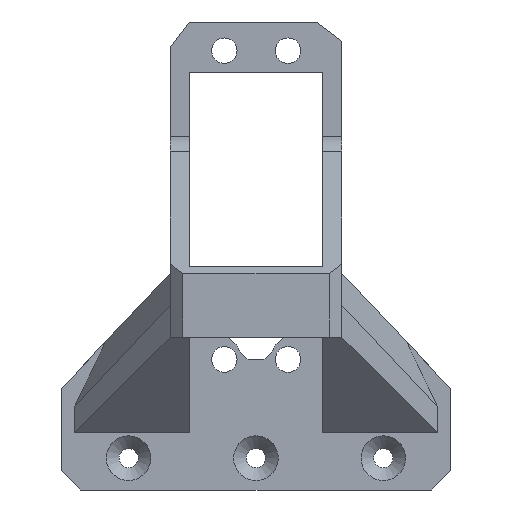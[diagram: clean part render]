
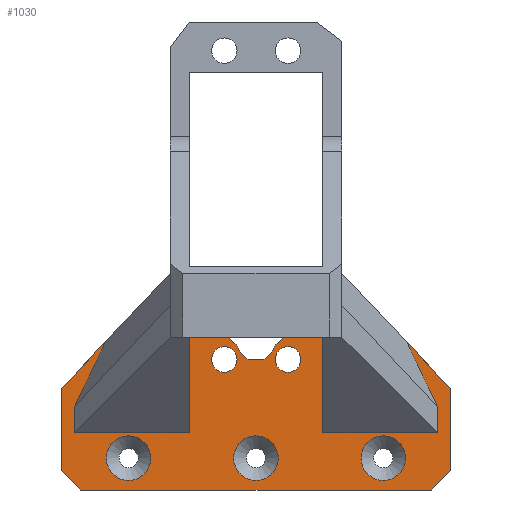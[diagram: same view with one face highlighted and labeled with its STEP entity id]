
A CAD part, front view. The second image highlights one B-rep face of the part: STEP entity #1030.
In plain terms, the highlighted planar face has unit normal (0, -1, 0).
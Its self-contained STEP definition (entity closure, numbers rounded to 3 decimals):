
#26=FACE_BOUND('',#133,.T.);
#27=FACE_BOUND('',#134,.T.);
#28=FACE_BOUND('',#135,.T.);
#29=FACE_BOUND('',#136,.T.);
#30=FACE_BOUND('',#137,.T.);
#34=PLANE('',#1106);
#73=FACE_OUTER_BOUND('',#132,.T.);
#132=EDGE_LOOP('',(#753,#754,#755,#756,#757,#758,#759,#760,#761,#762,#763,
#764,#765,#766,#767,#768,#769,#770,#771,#772,#773,#774,#775,#776));
#133=EDGE_LOOP('',(#777));
#134=EDGE_LOOP('',(#778));
#135=EDGE_LOOP('',(#779));
#136=EDGE_LOOP('',(#780));
#137=EDGE_LOOP('',(#781));
#213=LINE('',#1526,#339);
#214=LINE('',#1528,#340);
#215=LINE('',#1529,#341);
#216=LINE('',#1531,#342);
#217=LINE('',#1533,#343);
#218=LINE('',#1535,#344);
#219=LINE('',#1537,#345);
#220=LINE('',#1539,#346);
#221=LINE('',#1541,#347);
#222=LINE('',#1543,#348);
#223=LINE('',#1545,#349);
#224=LINE('',#1547,#350);
#225=LINE('',#1549,#351);
#226=LINE('',#1551,#352);
#227=LINE('',#1553,#353);
#228=LINE('',#1555,#354);
#229=LINE('',#1557,#355);
#230=LINE('',#1559,#356);
#231=LINE('',#1561,#357);
#232=LINE('',#1563,#358);
#233=LINE('',#1565,#359);
#234=LINE('',#1566,#360);
#339=VECTOR('',#1226,10.);
#340=VECTOR('',#1227,10.);
#341=VECTOR('',#1228,10.);
#342=VECTOR('',#1229,10.);
#343=VECTOR('',#1230,10.);
#344=VECTOR('',#1231,10.);
#345=VECTOR('',#1232,10.);
#346=VECTOR('',#1233,10.);
#347=VECTOR('',#1234,10.);
#348=VECTOR('',#1235,10.);
#349=VECTOR('',#1236,10.);
#350=VECTOR('',#1237,10.);
#351=VECTOR('',#1238,10.);
#352=VECTOR('',#1239,10.);
#353=VECTOR('',#1240,10.);
#354=VECTOR('',#1241,10.);
#355=VECTOR('',#1242,10.);
#356=VECTOR('',#1243,10.);
#357=VECTOR('',#1244,10.);
#358=VECTOR('',#1245,10.);
#359=VECTOR('',#1246,10.);
#360=VECTOR('',#1247,10.);
#439=CIRCLE('',#1093,2.);
#449=CIRCLE('',#1105,2.);
#450=CIRCLE('',#1107,3.5);
#451=CIRCLE('',#1108,3.5);
#452=CIRCLE('',#1109,2.);
#453=CIRCLE('',#1110,2.);
#454=CIRCLE('',#1111,3.5);
#464=VERTEX_POINT('',#1450);
#465=VERTEX_POINT('',#1451);
#497=VERTEX_POINT('',#1519);
#498=VERTEX_POINT('',#1521);
#499=VERTEX_POINT('',#1525);
#500=VERTEX_POINT('',#1527);
#501=VERTEX_POINT('',#1530);
#502=VERTEX_POINT('',#1532);
#503=VERTEX_POINT('',#1534);
#504=VERTEX_POINT('',#1536);
#505=VERTEX_POINT('',#1538);
#506=VERTEX_POINT('',#1540);
#507=VERTEX_POINT('',#1542);
#508=VERTEX_POINT('',#1544);
#509=VERTEX_POINT('',#1546);
#510=VERTEX_POINT('',#1548);
#511=VERTEX_POINT('',#1550);
#512=VERTEX_POINT('',#1552);
#513=VERTEX_POINT('',#1554);
#514=VERTEX_POINT('',#1556);
#515=VERTEX_POINT('',#1558);
#516=VERTEX_POINT('',#1560);
#517=VERTEX_POINT('',#1562);
#518=VERTEX_POINT('',#1564);
#519=VERTEX_POINT('',#1567);
#520=VERTEX_POINT('',#1569);
#521=VERTEX_POINT('',#1571);
#522=VERTEX_POINT('',#1573);
#523=VERTEX_POINT('',#1575);
#563=EDGE_CURVE('',#464,#465,#439,.T.);
#598=EDGE_CURVE('',#497,#498,#449,.T.);
#600=EDGE_CURVE('',#499,#464,#213,.T.);
#601=EDGE_CURVE('',#499,#500,#214,.T.);
#602=EDGE_CURVE('',#498,#500,#215,.T.);
#603=EDGE_CURVE('',#501,#497,#216,.T.);
#604=EDGE_CURVE('',#502,#501,#217,.T.);
#605=EDGE_CURVE('',#502,#503,#218,.T.);
#606=EDGE_CURVE('',#504,#503,#219,.T.);
#607=EDGE_CURVE('',#505,#504,#220,.T.);
#608=EDGE_CURVE('',#506,#505,#221,.F.);
#609=EDGE_CURVE('',#507,#506,#222,.T.);
#610=EDGE_CURVE('',#507,#508,#223,.T.);
#611=EDGE_CURVE('',#509,#508,#224,.T.);
#612=EDGE_CURVE('',#509,#510,#225,.T.);
#613=EDGE_CURVE('',#511,#510,#226,.T.);
#614=EDGE_CURVE('',#511,#512,#227,.T.);
#615=EDGE_CURVE('',#512,#513,#228,.T.);
#616=EDGE_CURVE('',#514,#513,#229,.F.);
#617=EDGE_CURVE('',#515,#514,#230,.T.);
#618=EDGE_CURVE('',#516,#515,#231,.T.);
#619=EDGE_CURVE('',#516,#517,#232,.T.);
#620=EDGE_CURVE('',#518,#517,#233,.T.);
#621=EDGE_CURVE('',#465,#518,#234,.T.);
#622=EDGE_CURVE('',#519,#519,#450,.T.);
#623=EDGE_CURVE('',#520,#520,#451,.T.);
#624=EDGE_CURVE('',#521,#521,#452,.T.);
#625=EDGE_CURVE('',#522,#522,#453,.T.);
#626=EDGE_CURVE('',#523,#523,#454,.T.);
#753=ORIENTED_EDGE('',*,*,#563,.F.);
#754=ORIENTED_EDGE('',*,*,#600,.F.);
#755=ORIENTED_EDGE('',*,*,#601,.T.);
#756=ORIENTED_EDGE('',*,*,#602,.F.);
#757=ORIENTED_EDGE('',*,*,#598,.F.);
#758=ORIENTED_EDGE('',*,*,#603,.F.);
#759=ORIENTED_EDGE('',*,*,#604,.F.);
#760=ORIENTED_EDGE('',*,*,#605,.T.);
#761=ORIENTED_EDGE('',*,*,#606,.F.);
#762=ORIENTED_EDGE('',*,*,#607,.F.);
#763=ORIENTED_EDGE('',*,*,#608,.F.);
#764=ORIENTED_EDGE('',*,*,#609,.F.);
#765=ORIENTED_EDGE('',*,*,#610,.T.);
#766=ORIENTED_EDGE('',*,*,#611,.F.);
#767=ORIENTED_EDGE('',*,*,#612,.T.);
#768=ORIENTED_EDGE('',*,*,#613,.F.);
#769=ORIENTED_EDGE('',*,*,#614,.T.);
#770=ORIENTED_EDGE('',*,*,#615,.T.);
#771=ORIENTED_EDGE('',*,*,#616,.F.);
#772=ORIENTED_EDGE('',*,*,#617,.F.);
#773=ORIENTED_EDGE('',*,*,#618,.F.);
#774=ORIENTED_EDGE('',*,*,#619,.T.);
#775=ORIENTED_EDGE('',*,*,#620,.F.);
#776=ORIENTED_EDGE('',*,*,#621,.F.);
#777=ORIENTED_EDGE('',*,*,#622,.F.);
#778=ORIENTED_EDGE('',*,*,#623,.F.);
#779=ORIENTED_EDGE('',*,*,#624,.F.);
#780=ORIENTED_EDGE('',*,*,#625,.F.);
#781=ORIENTED_EDGE('',*,*,#626,.F.);
#1030=ADVANCED_FACE('',(#73,#26,#27,#28,#29,#30),#34,.F.);
#1093=AXIS2_PLACEMENT_3D('',#1452,#1172,#1173);
#1105=AXIS2_PLACEMENT_3D('',#1522,#1221,#1222);
#1106=AXIS2_PLACEMENT_3D('',#1524,#1224,#1225);
#1107=AXIS2_PLACEMENT_3D('',#1568,#1248,#1249);
#1108=AXIS2_PLACEMENT_3D('',#1570,#1250,#1251);
#1109=AXIS2_PLACEMENT_3D('',#1572,#1252,#1253);
#1110=AXIS2_PLACEMENT_3D('',#1574,#1254,#1255);
#1111=AXIS2_PLACEMENT_3D('',#1576,#1256,#1257);
#1172=DIRECTION('center_axis',(0.,1.,0.));
#1173=DIRECTION('ref_axis',(-0.984,0.,0.181));
#1221=DIRECTION('center_axis',(0.,1.,0.));
#1222=DIRECTION('ref_axis',(0.984,0.,0.181));
#1224=DIRECTION('center_axis',(0.,1.,0.));
#1225=DIRECTION('ref_axis',(1.,0.,0.));
#1226=DIRECTION('',(0.707,0.,0.707));
#1227=DIRECTION('',(-1.,0.,0.));
#1228=DIRECTION('',(0.707,0.,-0.707));
#1229=DIRECTION('',(0.707,0.,-0.707));
#1230=DIRECTION('',(1.,0.,0.));
#1231=DIRECTION('',(0.,0.,-1.));
#1232=DIRECTION('',(1.,0.,0.));
#1233=DIRECTION('',(0.,0.,-1.));
#1234=DIRECTION('',(0.432,0.,0.902));
#1235=DIRECTION('',(0.687,0.,0.727));
#1236=DIRECTION('',(0.,0.,-1.));
#1237=DIRECTION('',(-0.707,0.,0.707));
#1238=DIRECTION('',(1.,0.,0.));
#1239=DIRECTION('',(-0.707,0.,-0.707));
#1240=DIRECTION('',(0.,0.,1.));
#1241=DIRECTION('',(-0.687,0.,0.727));
#1242=DIRECTION('',(0.432,0.,-0.902));
#1243=DIRECTION('',(0.,0.,1.));
#1244=DIRECTION('',(1.,0.,0.));
#1245=DIRECTION('',(0.,0.,1.));
#1246=DIRECTION('',(1.,0.,0.));
#1247=DIRECTION('',(0.707,0.,0.707));
#1248=DIRECTION('center_axis',(0.,-1.,0.));
#1249=DIRECTION('ref_axis',(1.,0.,0.));
#1250=DIRECTION('center_axis',(0.,-1.,0.));
#1251=DIRECTION('ref_axis',(1.,0.,0.));
#1252=DIRECTION('center_axis',(0.,-1.,0.));
#1253=DIRECTION('ref_axis',(1.,0.,0.));
#1254=DIRECTION('center_axis',(0.,-1.,0.));
#1255=DIRECTION('ref_axis',(1.,0.,0.));
#1256=DIRECTION('center_axis',(0.,-1.,0.));
#1257=DIRECTION('ref_axis',(1.,0.,0.));
#1450=CARTESIAN_POINT('',(2.75,0.,-22.75));
#1451=CARTESIAN_POINT('',(3.303,0.,-21.697));
#1452=CARTESIAN_POINT('Origin',(4.717,0.,-23.111));
#1519=CARTESIAN_POINT('',(-3.303,0.,-21.697));
#1521=CARTESIAN_POINT('',(-2.75,0.,-22.75));
#1522=CARTESIAN_POINT('Origin',(-4.717,0.,-23.111));
#1524=CARTESIAN_POINT('Origin',(0.,0.,0.));
#1525=CARTESIAN_POINT('',(1.25,0.,-24.25));
#1526=CARTESIAN_POINT('',(7.375,0.,-18.125));
#1527=CARTESIAN_POINT('',(-1.25,0.,-24.25));
#1528=CARTESIAN_POINT('',(-1.375,0.,-24.25));
#1529=CARTESIAN_POINT('',(-7.375,0.,-18.125));
#1530=CARTESIAN_POINT('',(-4.25,0.,-20.75));
#1531=CARTESIAN_POINT('',(-8.,0.,-17.));
#1532=CARTESIAN_POINT('',(-10.5,0.,-20.75));
#1533=CARTESIAN_POINT('',(10.5,0.,-20.75));
#1534=CARTESIAN_POINT('',(-10.5,0.,-35.75));
#1535=CARTESIAN_POINT('',(-10.5,0.,10.375));
#1536=CARTESIAN_POINT('',(-28.5,0.,-35.75));
#1537=CARTESIAN_POINT('',(5.25,0.,-35.75));
#1538=CARTESIAN_POINT('',(-28.5,0.,-31.629));
#1539=CARTESIAN_POINT('',(-28.5,0.,-14.375));
#1540=CARTESIAN_POINT('',(-23.648,0.,-21.495));
#1541=CARTESIAN_POINT('',(-17.571,0.,-8.803));
#1542=CARTESIAN_POINT('',(-30.5,0.,-28.75));
#1543=CARTESIAN_POINT('',(-30.5,0.,-28.75));
#1544=CARTESIAN_POINT('',(-30.5,0.,-41.75));
#1545=CARTESIAN_POINT('',(-30.5,0.,-28.75));
#1546=CARTESIAN_POINT('',(-27.5,0.,-44.75));
#1547=CARTESIAN_POINT('',(-32.562,0.,-39.687));
#1548=CARTESIAN_POINT('',(27.5,0.,-44.75));
#1549=CARTESIAN_POINT('',(-30.5,0.,-44.75));
#1550=CARTESIAN_POINT('',(30.5,0.,-41.75));
#1551=CARTESIAN_POINT('',(32.562,0.,-39.688));
#1552=CARTESIAN_POINT('',(30.5,0.,-28.75));
#1553=CARTESIAN_POINT('',(30.5,0.,-44.75));
#1554=CARTESIAN_POINT('',(23.648,0.,-21.495));
#1555=CARTESIAN_POINT('',(30.5,0.,-28.75));
#1556=CARTESIAN_POINT('',(28.5,0.,-31.629));
#1557=CARTESIAN_POINT('',(14.381,0.,-2.14));
#1558=CARTESIAN_POINT('',(28.5,0.,-35.75));
#1559=CARTESIAN_POINT('',(28.5,0.,14.375));
#1560=CARTESIAN_POINT('',(10.5,0.,-35.75));
#1561=CARTESIAN_POINT('',(5.25,0.,-35.75));
#1562=CARTESIAN_POINT('',(10.5,0.,-20.75));
#1563=CARTESIAN_POINT('',(10.5,0.,-10.375));
#1564=CARTESIAN_POINT('',(4.25,0.,-20.75));
#1565=CARTESIAN_POINT('',(10.5,0.,-20.75));
#1566=CARTESIAN_POINT('',(8.,0.,-17.));
#1567=CARTESIAN_POINT('',(16.491,0.,-39.75));
#1568=CARTESIAN_POINT('Origin',(19.991,0.,-39.75));
#1569=CARTESIAN_POINT('',(-23.509,0.,-39.75));
#1570=CARTESIAN_POINT('Origin',(-20.009,0.,-39.75));
#1571=CARTESIAN_POINT('',(3.028,0.,-24.25));
#1572=CARTESIAN_POINT('Origin',(5.028,0.,-24.25));
#1573=CARTESIAN_POINT('',(-6.972,0.,-24.25));
#1574=CARTESIAN_POINT('Origin',(-4.972,0.,-24.25));
#1575=CARTESIAN_POINT('',(-3.509,0.,-39.75));
#1576=CARTESIAN_POINT('Origin',(-0.009,0.,-39.75));
